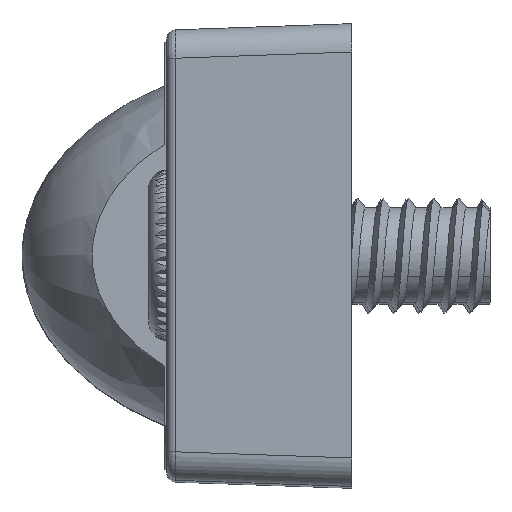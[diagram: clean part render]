
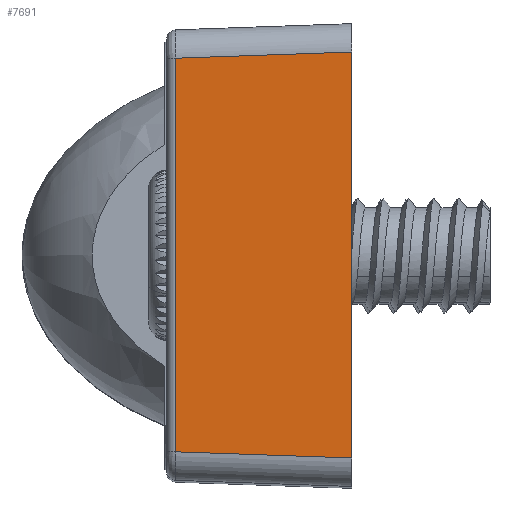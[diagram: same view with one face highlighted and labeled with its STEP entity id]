
A CAD part, top view. The second image highlights one B-rep face of the part: STEP entity #7691.
In plain terms, the highlighted planar face has unit normal (-0.035, 0, 0.999).
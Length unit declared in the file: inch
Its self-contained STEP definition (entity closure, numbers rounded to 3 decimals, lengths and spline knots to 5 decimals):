
#178 = ORIENTED_EDGE ( 'NONE', *, *, #9869, .T. ) ;
#271 = FACE_OUTER_BOUND ( 'NONE', #4626, .T. ) ;
#336 = DIRECTION ( 'NONE',  ( 0.999, 0., 0.035 ) ) ;
#975 = EDGE_CURVE ( 'NONE', #12051, #1819, #7958, .T. ) ;
#1440 = DIRECTION ( 'NONE',  ( -0.999, -0.035, -0.035 ) ) ;
#1819 = VERTEX_POINT ( 'NONE', #9782 ) ;
#2209 = CARTESIAN_POINT ( 'NONE',  ( 0.68286, 0.7493, 1.46408 ) ) ;
#2863 = VECTOR ( 'NONE', #4815, 39.37008 ) ;
#3658 = VECTOR ( 'NONE', #12657, 39.37008 ) ;
#3990 = VERTEX_POINT ( 'NONE', #5932 ) ;
#4626 = EDGE_LOOP ( 'NONE', ( #13231, #178, #11100, #6740 ) ) ;
#4815 = DIRECTION ( 'NONE',  ( 0., -1., 0. ) ) ;
#4841 = VERTEX_POINT ( 'NONE', #9725 ) ;
#4852 = AXIS2_PLACEMENT_3D ( 'NONE', #13185, #12730, #336 ) ;
#5932 = CARTESIAN_POINT ( 'NONE',  ( 0.68286, 0.30489, 1.46408 ) ) ;
#6266 = VECTOR ( 'NONE', #1440, 39.37008 ) ;
#6740 = ORIENTED_EDGE ( 'NONE', *, *, #11023, .F. ) ;
#7691 = ADVANCED_FACE ( 'NONE', ( #271 ), #8795, .T. ) ;
#7958 = LINE ( 'NONE', #11268, #6266 ) ;
#8277 = LINE ( 'NONE', #10710, #3658 ) ;
#8406 = LINE ( 'NONE', #10280, #2863 ) ;
#8795 = PLANE ( 'NONE',  #4852 ) ;
#9725 = CARTESIAN_POINT ( 'NONE',  ( 0.86588, 0.29849, 1.47047 ) ) ;
#9782 = CARTESIAN_POINT ( 'NONE',  ( 0.68286, 0.7134, 1.46408 ) ) ;
#9845 = DIRECTION ( 'NONE',  ( 0., -1., 0. ) ) ;
#9869 = EDGE_CURVE ( 'NONE', #1819, #3990, #13018, .T. ) ;
#10280 = CARTESIAN_POINT ( 'NONE',  ( 0.86588, 0.7493, 1.47047 ) ) ;
#10637 = CARTESIAN_POINT ( 'NONE',  ( 0.86588, 0.71979, 1.47047 ) ) ;
#10710 = CARTESIAN_POINT ( 'NONE',  ( 0.85017, 0.29904, 1.46992 ) ) ;
#11023 = EDGE_CURVE ( 'NONE', #12051, #4841, #8406, .T. ) ;
#11100 = ORIENTED_EDGE ( 'NONE', *, *, #13146, .T. ) ;
#11268 = CARTESIAN_POINT ( 'NONE',  ( 0.86691, 0.71983, 1.47051 ) ) ;
#11923 = VECTOR ( 'NONE', #9845, 39.37008 ) ;
#12051 = VERTEX_POINT ( 'NONE', #10637 ) ;
#12657 = DIRECTION ( 'NONE',  ( 0.999, -0.035, 0.035 ) ) ;
#12730 = DIRECTION ( 'NONE',  ( -0.035, 0., 0.999 ) ) ;
#13018 = LINE ( 'NONE', #2209, #11923 ) ;
#13146 = EDGE_CURVE ( 'NONE', #3990, #4841, #8277, .T. ) ;
#13185 = CARTESIAN_POINT ( 'NONE',  ( 0.86588, 0.7493, 1.47047 ) ) ;
#13231 = ORIENTED_EDGE ( 'NONE', *, *, #975, .T. ) ;
